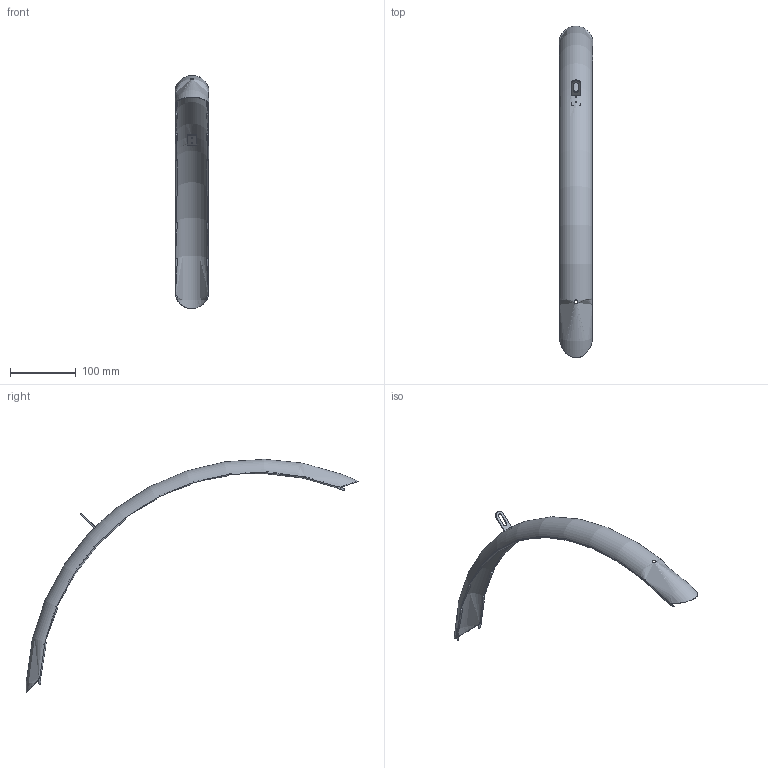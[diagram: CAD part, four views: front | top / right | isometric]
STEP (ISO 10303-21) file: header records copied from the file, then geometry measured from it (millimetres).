
FILE_DESCRIPTION(/* description */ (''),/* implementation_level */ '2;1');
FILE_NAME(/* name */ 'Garde boue avant R 355 .step',/* time_stamp */ '2020-11-23T18:53:09+01:00',/* author */ (''),/* organization */ (''),/* preprocessor_version */ 'ST-DEVELOPER v18.1',/* originating_system */ 'Autodesk Translation Framework v9.3.0.1241',/* authorisation */ '');
FILE_SCHEMA (('AUTOMOTIVE_DESIGN { 1 0 10303 214 3 1 1 }'));
Length unit declared in the file: millimetre
Products named in the file (1): Garde boue avant R 355
Bounding box: 51.1 x 505.02 x 354.87 mm (x, y, z)
Volume: 36005.2 mm3; surface area: 106671 mm2
Topology: 1 solids, 1 shells, 32 faces, 85 edges, 57 vertices
Faces by surface type: plane 17, cylinder 11, torus 4
Full cylindrical faces by diameter (mm): 2 x4, 5.5 x1
Entity records: 1646 total; most frequent: CARTESIAN_POINT 809, ORIENTED_EDGE 170, DIRECTION 152, EDGE_CURVE 85, VERTEX_POINT 57, AXIS2_PLACEMENT_3D 57, EDGE_LOOP 46, LINE 38
